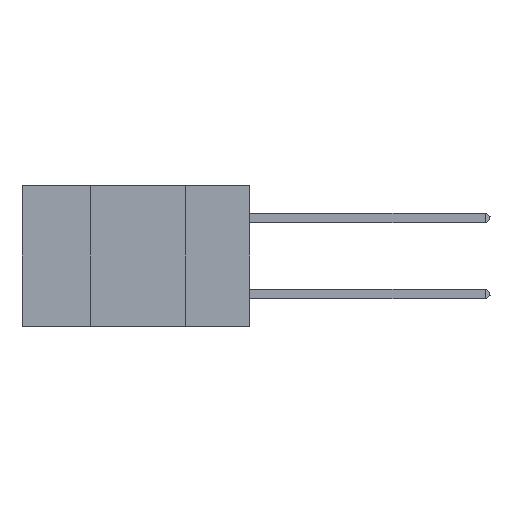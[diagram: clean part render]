
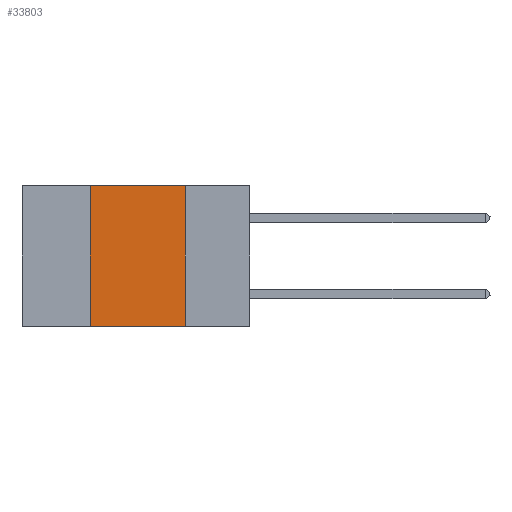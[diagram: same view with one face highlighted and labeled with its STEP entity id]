
A CAD part, left-side view. The second image highlights one B-rep face of the part: STEP entity #33803.
In plain terms, the highlighted planar face has unit normal (-1, 0, 0).
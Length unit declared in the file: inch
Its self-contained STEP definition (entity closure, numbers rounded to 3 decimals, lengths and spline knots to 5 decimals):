
#644 = VERTEX_POINT ( 'NONE', #35919 ) ;
#2347 = ORIENTED_EDGE ( 'NONE', *, *, #3367, .F. ) ;
#2870 = VECTOR ( 'NONE', #14057, 39.37008 ) ;
#3367 = EDGE_CURVE ( 'NONE', #16452, #28879, #31973, .T. ) ;
#4077 = LINE ( 'NONE', #23640, #35670 ) ;
#4977 = EDGE_CURVE ( 'NONE', #644, #28879, #5142, .T. ) ;
#5142 = LINE ( 'NONE', #27533, #13203 ) ;
#6057 = AXIS2_PLACEMENT_3D ( 'NONE', #25937, #6702, #22151 ) ;
#6702 = DIRECTION ( 'NONE',  ( 1., 0., 0. ) ) ;
#10536 = PLANE ( 'NONE',  #6057 ) ;
#10644 = CARTESIAN_POINT ( 'NONE',  ( 0., 0.17, 0. ) ) ;
#10813 = DIRECTION ( 'NONE',  ( 0., 0., -1. ) ) ;
#13203 = VECTOR ( 'NONE', #23389, 39.37008 ) ;
#14057 = DIRECTION ( 'NONE',  ( 0., -1., 0. ) ) ;
#15846 = EDGE_CURVE ( 'NONE', #644, #17082, #4077, .T. ) ;
#16452 = VERTEX_POINT ( 'NONE', #44930 ) ;
#17082 = VERTEX_POINT ( 'NONE', #40927 ) ;
#22151 = DIRECTION ( 'NONE',  ( 0., 0., -1. ) ) ;
#23389 = DIRECTION ( 'NONE',  ( 0., -1., 0. ) ) ;
#23640 = CARTESIAN_POINT ( 'NONE',  ( 0., 0.42, 0. ) ) ;
#24600 = LINE ( 'NONE', #33783, #2870 ) ;
#25937 = CARTESIAN_POINT ( 'NONE',  ( 0., 0.6, 0. ) ) ;
#27533 = CARTESIAN_POINT ( 'NONE',  ( 0., 0.6, -0.37 ) ) ;
#28879 = VERTEX_POINT ( 'NONE', #41286 ) ;
#31973 = LINE ( 'NONE', #10644, #35635 ) ;
#32153 = EDGE_CURVE ( 'NONE', #17082, #16452, #24600, .T. ) ;
#33783 = CARTESIAN_POINT ( 'NONE',  ( 0., 0.6, 0. ) ) ;
#33803 = ADVANCED_FACE ( 'NONE', ( #35218 ), #10536, .F. ) ;
#34833 = ORIENTED_EDGE ( 'NONE', *, *, #32153, .F. ) ;
#35110 = ORIENTED_EDGE ( 'NONE', *, *, #4977, .T. ) ;
#35218 = FACE_OUTER_BOUND ( 'NONE', #48904, .T. ) ;
#35635 = VECTOR ( 'NONE', #10813, 39.37008 ) ;
#35670 = VECTOR ( 'NONE', #48662, 39.37008 ) ;
#35919 = CARTESIAN_POINT ( 'NONE',  ( 0., 0.42, -0.37 ) ) ;
#40927 = CARTESIAN_POINT ( 'NONE',  ( 0., 0.42, 0. ) ) ;
#41286 = CARTESIAN_POINT ( 'NONE',  ( 0., 0.17, -0.37 ) ) ;
#44930 = CARTESIAN_POINT ( 'NONE',  ( 0., 0.17, 0. ) ) ;
#46379 = ORIENTED_EDGE ( 'NONE', *, *, #15846, .F. ) ;
#48662 = DIRECTION ( 'NONE',  ( 0., 0., 1. ) ) ;
#48904 = EDGE_LOOP ( 'NONE', ( #2347, #34833, #46379, #35110 ) ) ;
